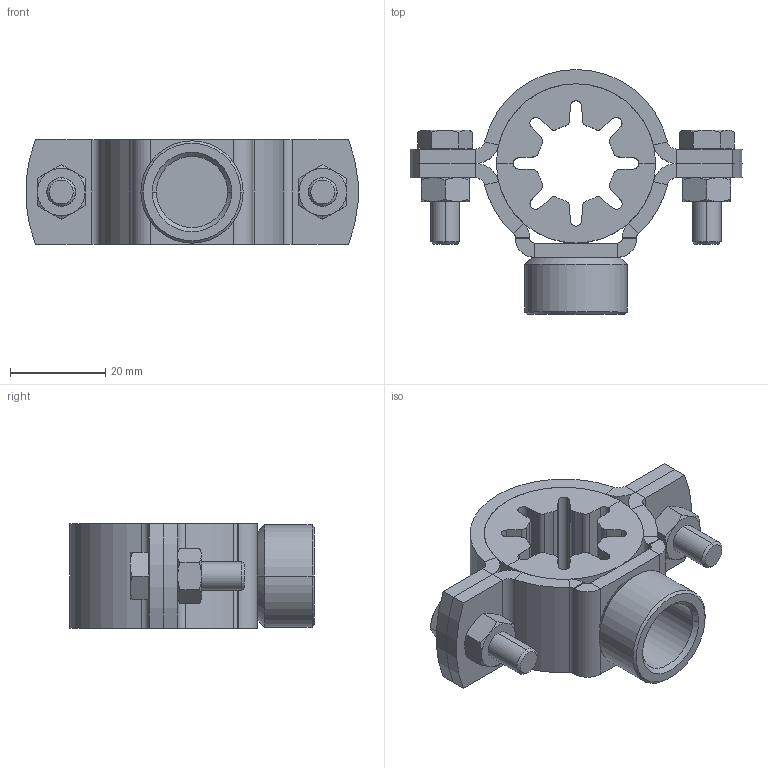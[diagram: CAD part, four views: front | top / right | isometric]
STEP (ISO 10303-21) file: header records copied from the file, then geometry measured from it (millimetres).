
FILE_DESCRIPTION (( 'STEP AP203' ), '1' );
FILE_NAME ('51.850.STEP', '2019-11-21T16:21:34', ( '' ), ( '' ), 'SwSTEP 2.0', 'SolidWorks 2019', '' );
FILE_SCHEMA (( 'CONFIG_CONTROL_DESIGN' ));
Length unit declared in the file: millimetre
Products named in the file (8): 51.850; 1000003264; 1000003418_01 - Gr. 15-16 - H-17113.001; 1000003426_01 - Gr. 15-16 - H-17114.601; 1000003485; 1000003483; 1000003442_Nur f〉 Veranschaulichung 3D; 1000003389_01 - Gr. 15-16 - H-17112.001
Assembly tree (10 placements, depth 3):
  51.850
    1000003426_01 - Gr. 15-16 - H-17114.601
      1000003418_01 - Gr. 15-16 - H-17113.001
      1000003264
    1000003389_01 - Gr. 15-16 - H-17112.001
    1000003442_Nur f〉 Veranschaulichung 3D  x2
    1000003483  x2
    1000003485  x2
Bounding box: 69.83 x 51.5 x 22 mm (x, y, z)
Volume: 28066.1 mm3; surface area: 18895.3 mm2
Topology: 9 solids, 9 shells, 274 faces, 620 edges, 366 vertices
Faces by surface type: plane 122, cylinder 90, cone 62
Entity records: 6109 total; most frequent: CARTESIAN_POINT 1011, DIRECTION 943, ORIENTED_EDGE 824, EDGE_CURVE 412, AXIS2_PLACEMENT_3D 367, VERTEX_POINT 239, LINE 209, VECTOR 209
